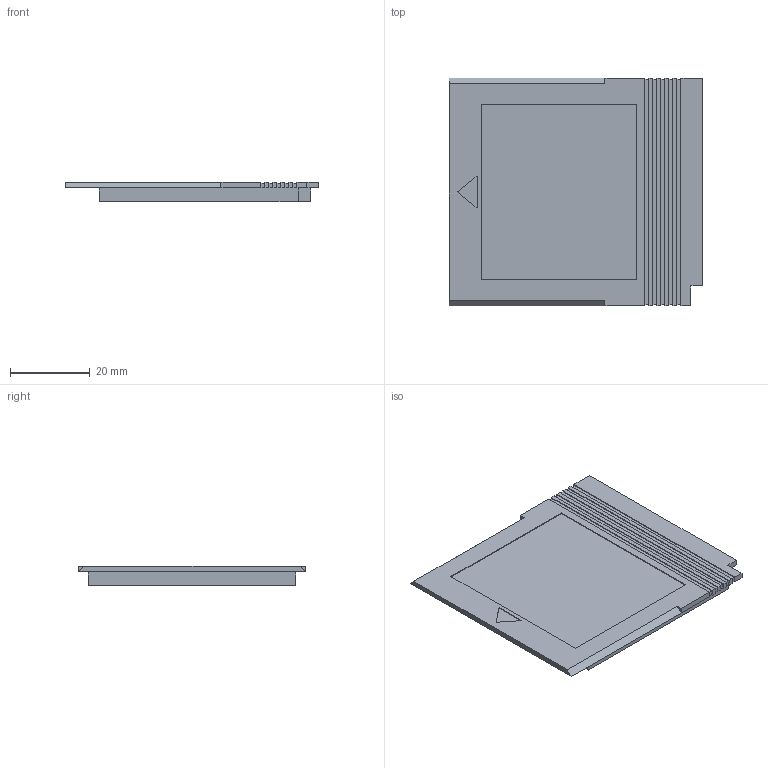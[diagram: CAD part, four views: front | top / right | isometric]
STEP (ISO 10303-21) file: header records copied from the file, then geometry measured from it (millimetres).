
FILE_DESCRIPTION(('FreeCAD Model'),'2;1');
FILE_NAME('Open CASCADE Shape Model','2024-06-02T20:57:44',(''),(''), 'Open CASCADE STEP processor 7.6','FreeCAD','Unknown');
FILE_SCHEMA(('AUTOMOTIVE_DESIGN { 1 0 10303 214 1 1 1 1 }'));
Length unit declared in the file: millimetre
Products named in the file (1): Lid
Bounding box: 63.5 x 57 x 4.9 mm (x, y, z)
Volume: 5342.6 mm3; surface area: 9121.9 mm2
Topology: 1 solids, 1 shells, 97 faces, 248 edges, 158 vertices
Faces by surface type: plane 96, cylinder 1
Full cylindrical faces by diameter (mm): 5 x1
Entity records: 2870 total; most frequent: CARTESIAN_POINT 504, ORIENTED_EDGE 496, DIRECTION 446, EDGE_CURVE 248, LINE 246, VECTOR 246, VERTEX_POINT 158, FACE_BOUND 102
